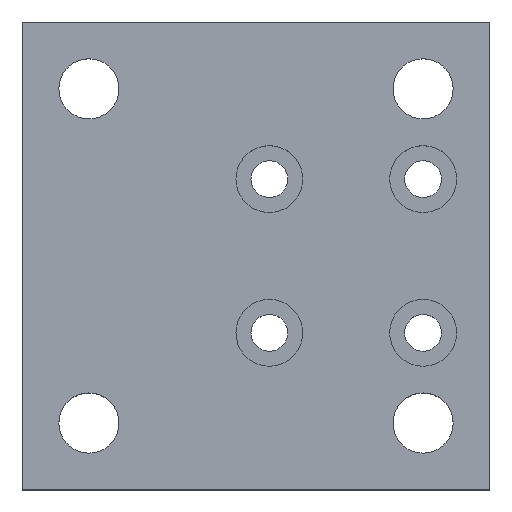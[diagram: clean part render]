
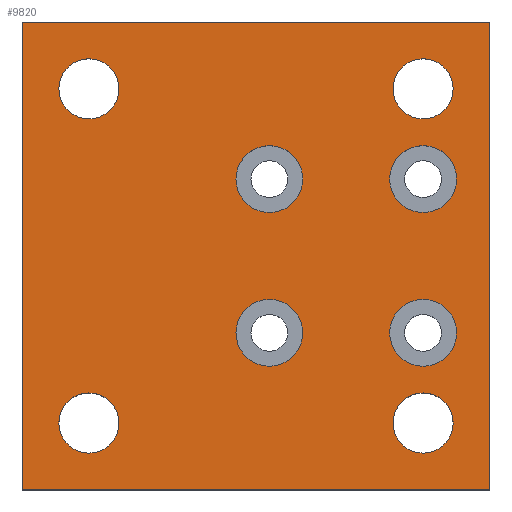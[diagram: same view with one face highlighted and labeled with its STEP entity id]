
A CAD part, top view. The second image highlights one B-rep face of the part: STEP entity #9820.
In plain terms, the highlighted planar face has unit normal (0, 0, 1).
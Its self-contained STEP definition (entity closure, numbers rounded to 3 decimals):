
#60=CARTESIAN_POINT('',(13.5,23.,10.));
#70=DIRECTION('',(0.,0.,-1.));
#80=DIRECTION('',(-1.,0.,0.));
#90=AXIS2_PLACEMENT_3D('',#60,#70,#80);
#100=CIRCLE('',#90,5.);
#110=CARTESIAN_POINT('',(13.5,18.,10.));
#120=VERTEX_POINT('',#110);
#130=CARTESIAN_POINT('',(8.5,23.,10.));
#140=VERTEX_POINT('',#130);
#150=EDGE_CURVE('',#120,#140,#100,.T.);
#420=CARTESIAN_POINT('',(18.5,23.,10.));
#430=VERTEX_POINT('',#420);
#460=EDGE_CURVE('',#430,#120,#100,.T.);
#1490=CARTESIAN_POINT('',(41.5,23.,10.));
#1500=VERTEX_POINT('',#1490);
#1680=CARTESIAN_POINT('',(31.5,23.,10.));
#1690=VERTEX_POINT('',#1680);
#1720=CARTESIAN_POINT('',(36.5,23.,10.));
#1730=DIRECTION('',(0.,0.,-1.));
#1740=DIRECTION('',(-1.,0.,0.));
#1750=AXIS2_PLACEMENT_3D('',#1720,#1730,#1740);
#1760=CIRCLE('',#1750,5.);
#1770=EDGE_CURVE('',#1690,#1500,#1760,.T.);
#2660=CARTESIAN_POINT('',(36.5,0.,10.));
#2670=DIRECTION('',(0.,0.,-1.));
#2680=DIRECTION('',(-1.,0.,0.));
#2690=AXIS2_PLACEMENT_3D('',#2660,#2670,#2680);
#2700=CIRCLE('',#2690,5.);
#2710=CARTESIAN_POINT('',(36.5,5.,10.));
#2720=VERTEX_POINT('',#2710);
#2730=CARTESIAN_POINT('',(41.5,0.,10.));
#2740=VERTEX_POINT('',#2730);
#2750=EDGE_CURVE('',#2720,#2740,#2700,.T.);
#3020=CARTESIAN_POINT('',(31.5,0.,10.));
#3030=VERTEX_POINT('',#3020);
#3060=EDGE_CURVE('',#3030,#2720,#2700,.T.);
#4050=CARTESIAN_POINT('',(18.5,0.,10.));
#4060=VERTEX_POINT('',#4050);
#4240=CARTESIAN_POINT('',(8.5,0.,10.));
#4250=VERTEX_POINT('',#4240);
#4280=CARTESIAN_POINT('',(13.5,0.,10.));
#4290=DIRECTION('',(0.,0.,-1.));
#4300=DIRECTION('',(-1.,0.,0.));
#4310=AXIS2_PLACEMENT_3D('',#4280,#4290,#4300);
#4320=CIRCLE('',#4310,5.);
#4330=EDGE_CURVE('',#4250,#4060,#4320,.T.);
#5370=CARTESIAN_POINT('',(-18.,36.5,10.));
#5380=VERTEX_POINT('',#5370);
#5410=CARTESIAN_POINT('',(-13.5,36.5,10.));
#5420=DIRECTION('',(0.,0.,-1.));
#5430=DIRECTION('',(1.,0.,0.));
#5440=AXIS2_PLACEMENT_3D('',#5410,#5420,#5430);
#5450=CIRCLE('',#5440,4.5);
#5460=CARTESIAN_POINT('',(-13.5,41.,10.));
#5470=VERTEX_POINT('',#5460);
#5480=EDGE_CURVE('',#5380,#5470,#5450,.T.);
#5500=CARTESIAN_POINT('',(-9.,36.5,10.));
#5510=VERTEX_POINT('',#5500);
#5520=EDGE_CURVE('',#5470,#5510,#5450,.T.);
#5850=CARTESIAN_POINT('',(32.,36.5,10.));
#5860=VERTEX_POINT('',#5850);
#5890=CARTESIAN_POINT('',(36.5,36.5,10.));
#5900=DIRECTION('',(0.,0.,-1.));
#5910=DIRECTION('',(1.,0.,0.));
#5920=AXIS2_PLACEMENT_3D('',#5890,#5900,#5910);
#5930=CIRCLE('',#5920,4.5);
#5940=CARTESIAN_POINT('',(41.,36.5,10.));
#5950=VERTEX_POINT('',#5940);
#5960=EDGE_CURVE('',#5860,#5950,#5930,.T.);
#6430=CARTESIAN_POINT('',(41.,-13.5,10.));
#6440=VERTEX_POINT('',#6430);
#6470=CARTESIAN_POINT('',(36.5,-13.5,10.));
#6480=DIRECTION('',(0.,0.,-1.));
#6490=DIRECTION('',(1.,0.,0.));
#6500=AXIS2_PLACEMENT_3D('',#6470,#6480,#6490);
#6510=CIRCLE('',#6500,4.5);
#6520=CARTESIAN_POINT('',(32.,-13.5,10.));
#6530=VERTEX_POINT('',#6520);
#6540=EDGE_CURVE('',#6440,#6530,#6510,.T.);
#6870=CARTESIAN_POINT('',(-18.,-13.5,10.));
#6880=VERTEX_POINT('',#6870);
#6910=CARTESIAN_POINT('',(-13.5,-13.5,10.));
#6920=DIRECTION('',(0.,0.,-1.));
#6930=DIRECTION('',(1.,0.,0.));
#6940=AXIS2_PLACEMENT_3D('',#6910,#6920,#6930);
#6950=CIRCLE('',#6940,4.5);
#6960=CARTESIAN_POINT('',(-9.,-13.5,10.));
#6970=VERTEX_POINT('',#6960);
#6980=EDGE_CURVE('',#6880,#6970,#6950,.T.);
#8280=CARTESIAN_POINT('',(46.5,46.5,10.));
#8290=VERTEX_POINT('',#8280);
#8320=CARTESIAN_POINT('',(0.,46.5,10.));
#8330=DIRECTION('',(-1.,0.,0.));
#8340=VECTOR('',#8330,1.);
#8350=LINE('',#8320,#8340);
#8360=CARTESIAN_POINT('',(-23.5,46.5,10.));
#8370=VERTEX_POINT('',#8360);
#8380=EDGE_CURVE('',#8290,#8370,#8350,.T.);
#8640=CARTESIAN_POINT('',(-23.5,0.,10.));
#8650=DIRECTION('',(0.,-1.,0.));
#8660=VECTOR('',#8650,1.);
#8670=LINE('',#8640,#8660);
#8680=CARTESIAN_POINT('',(-23.5,-23.5,10.));
#8690=VERTEX_POINT('',#8680);
#8700=EDGE_CURVE('',#8370,#8690,#8670,.T.);
#8940=CARTESIAN_POINT('',(0.,-23.5,10.));
#8950=DIRECTION('',(1.,0.,0.));
#8960=VECTOR('',#8950,1.);
#8970=LINE('',#8940,#8960);
#8980=CARTESIAN_POINT('',(46.5,-23.5,10.));
#8990=VERTEX_POINT('',#8980);
#9000=EDGE_CURVE('',#8690,#8990,#8970,.T.);
#9190=CARTESIAN_POINT('',(-23.,-23.,10.));
#9200=DIRECTION('',(0.,0.,1.));
#9210=DIRECTION('',(1.,0.,0.));
#9220=AXIS2_PLACEMENT_3D('',#9190,#9200,#9210);
#9230=PLANE('',#9220);
#9240=EDGE_CURVE('',#1500,#1690,#1760,.T.);
#9250=ORIENTED_EDGE('',*,*,#9240,.T.);
#9260=ORIENTED_EDGE('',*,*,#1770,.T.);
#9270=EDGE_LOOP('',(#9260,#9250));
#9280=FACE_BOUND('',#9270,.T.);
#9290=EDGE_CURVE('',#2740,#3030,#2700,.T.);
#9300=ORIENTED_EDGE('',*,*,#9290,.T.);
#9310=ORIENTED_EDGE('',*,*,#2750,.T.);
#9320=ORIENTED_EDGE('',*,*,#3060,.T.);
#9330=EDGE_LOOP('',(#9320,#9310,#9300));
#9340=FACE_BOUND('',#9330,.T.);
#9350=EDGE_CURVE('',#4060,#4250,#4320,.T.);
#9360=ORIENTED_EDGE('',*,*,#9350,.T.);
#9370=ORIENTED_EDGE('',*,*,#4330,.T.);
#9380=EDGE_LOOP('',(#9370,#9360));
#9390=FACE_BOUND('',#9380,.T.);
#9400=EDGE_CURVE('',#140,#430,#100,.T.);
#9410=ORIENTED_EDGE('',*,*,#9400,.T.);
#9420=ORIENTED_EDGE('',*,*,#150,.T.);
#9430=ORIENTED_EDGE('',*,*,#460,.T.);
#9440=EDGE_LOOP('',(#9430,#9420,#9410));
#9450=FACE_BOUND('',#9440,.T.);
#9460=EDGE_CURVE('',#6970,#6880,#6950,.T.);
#9470=ORIENTED_EDGE('',*,*,#9460,.T.);
#9480=ORIENTED_EDGE('',*,*,#6980,.T.);
#9490=EDGE_LOOP('',(#9480,#9470));
#9500=FACE_BOUND('',#9490,.T.);
#9510=ORIENTED_EDGE('',*,*,#6540,.T.);
#9520=CARTESIAN_POINT('',(36.5,-9.,10.));
#9530=VERTEX_POINT('',#9520);
#9540=EDGE_CURVE('',#9530,#6440,#6510,.T.);
#9550=ORIENTED_EDGE('',*,*,#9540,.T.);
#9560=EDGE_CURVE('',#6530,#9530,#6510,.T.);
#9570=ORIENTED_EDGE('',*,*,#9560,.T.);
#9580=EDGE_LOOP('',(#9570,#9550,#9510));
#9590=FACE_BOUND('',#9580,.T.);
#9600=ORIENTED_EDGE('',*,*,#5960,.T.);
#9610=EDGE_CURVE('',#5950,#5860,#5930,.T.);
#9620=ORIENTED_EDGE('',*,*,#9610,.T.);
#9630=EDGE_LOOP('',(#9620,#9600));
#9640=FACE_BOUND('',#9630,.T.);
#9650=EDGE_CURVE('',#5510,#5380,#5450,.T.);
#9660=ORIENTED_EDGE('',*,*,#9650,.T.);
#9670=ORIENTED_EDGE('',*,*,#5520,.T.);
#9680=ORIENTED_EDGE('',*,*,#5480,.T.);
#9690=EDGE_LOOP('',(#9680,#9670,#9660));
#9700=FACE_BOUND('',#9690,.T.);
#9710=ORIENTED_EDGE('',*,*,#8700,.T.);
#9720=ORIENTED_EDGE('',*,*,#8380,.T.);
#9730=CARTESIAN_POINT('',(46.5,0.,10.));
#9740=DIRECTION('',(0.,-1.,0.));
#9750=VECTOR('',#9740,1.);
#9760=LINE('',#9730,#9750);
#9770=EDGE_CURVE('',#8290,#8990,#9760,.T.);
#9780=ORIENTED_EDGE('',*,*,#9770,.F.);
#9790=ORIENTED_EDGE('',*,*,#9000,.T.);
#9800=EDGE_LOOP('',(#9790,#9780,#9720,#9710));
#9810=FACE_OUTER_BOUND('',#9800,.T.);
#9820=ADVANCED_FACE('',(#9280,#9340,#9390,#9450,#9500,#9590,#9640,#9700,
#9810),#9230,.T.);
